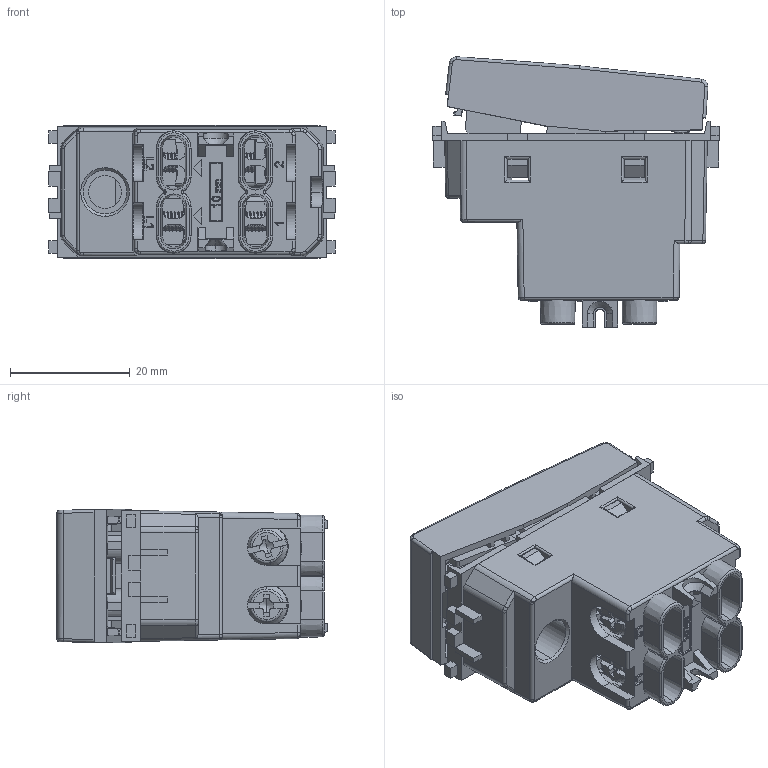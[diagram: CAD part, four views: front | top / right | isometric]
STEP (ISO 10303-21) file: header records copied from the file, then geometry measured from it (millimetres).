
FILE_DESCRIPTION (( 'STEP AP214' ), '1' );
FILE_NAME ('4BOX-REVERSING-SWITCH-PLANA.STEP', '2024-08-23T01:22:57', ( '' ), ( '' ), 'SwSTEP 2.0', 'SolidWorks 2016', '' );
FILE_SCHEMA (( 'AUTOMOTIVE_DESIGN' ));
Length unit declared in the file: millimetre
Products named in the file (18): 4BOX遙砃羲壽粟銅; 4BOX换相开关弹簧支架-20181017; 4BOX遙眈羲壽揖萸褐2-20181015; 4BOX遙眈羲壽奻裔-Plana-20181119; 4BOX遙眈羲壽菁釱-Plana-20181119; 4BOX遙眈羲壽-盓殤褐2-20170817; 4BOX-REVERSING-SWITCH-PLANA; 羲壽賑聽-20181022; LF40578换相开关跳板-20220514更新; LK65雄揖萸; 4BOX换相开关摆杆-20190305更新; 4BOX换向开关内部模块-20221108; 4BOX遙眈羲壽揖萸褐1-20181015; 4BOX遙砃賑聽粟銅; M3.5X6-20181105; 4BOX换相开关翘板-PLANA-20190219; 4BOX遙眈羲壽唅聽-20181017; LK40207050
Assembly tree (30 placements, depth 3):
  4BOX-REVERSING-SWITCH-PLANA
    4BOX遙眈羲壽菁釱-Plana-20181119
    4BOX遙眈羲壽奻裔-Plana-20181119
    4BOX换相开关翘板-PLANA-20190219
    4BOX换向开关内部模块-20221108
      4BOX换相开关摆杆-20190305更新
      LF40578换相开关跳板-20220514更新  x2
      羲壽賑聽-20181022  x2
      4BOX遙砃賑聽粟銅  x2
      4BOX遙眈羲壽唅聽-20181017
      4BOX换相开关弹簧支架-20181017
      4BOX遙砃羲壽粟銅
      4BOX遙眈羲壽揖萸褐1-20181015
      LK40207050  x4
      M3.5X6-20181105  x4
      4BOX遙眈羲壽揖萸褐2-20181015
      4BOX遙眈羲壽-盓殤褐2-20170817  x2
      LK65雄揖萸  x4
Bounding box: 47.8 x 45.1 x 22.28 mm (x, y, z)
Volume: 16072.7 mm3; surface area: 28247 mm2
Topology: 29 solids, 31 shells, 2743 faces, 7700 edges, 5018 vertices
Faces by surface type: plane 1718, cylinder 609, bspline 199, cone 124, torus 79, sphere 14
Entity records: 82323 total; most frequent: CARTESIAN_POINT 29869, ORIENTED_EDGE 11558, DIRECTION 9799, EDGE_CURVE 5779, LINE 4053, VECTOR 4053, VERTEX_POINT 3763, AXIS2_PLACEMENT_3D 2873
